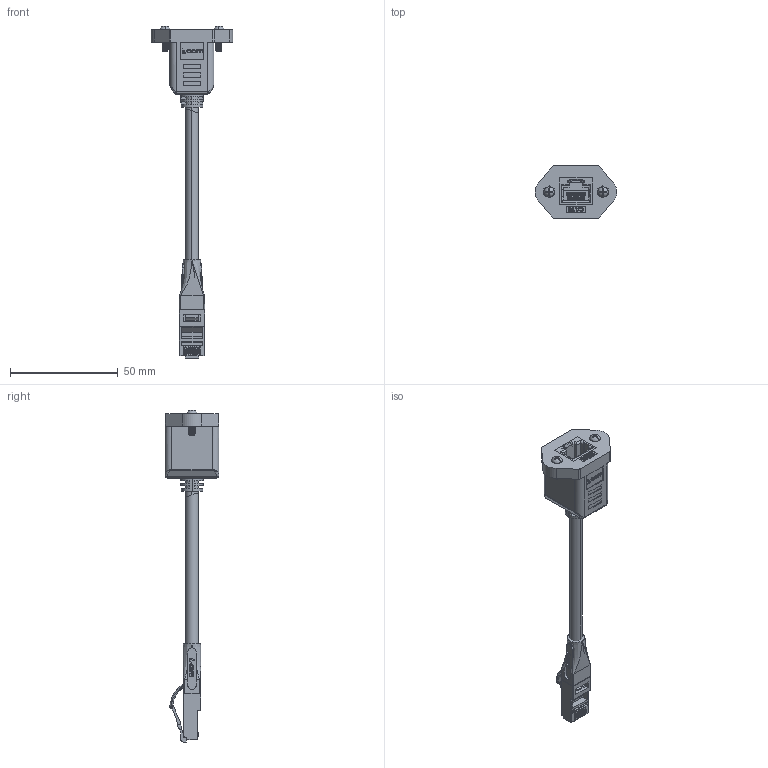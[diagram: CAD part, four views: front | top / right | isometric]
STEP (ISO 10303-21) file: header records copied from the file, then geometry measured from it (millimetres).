
FILE_DESCRIPTION (( 'STEP AP203' ), '1' );
FILE_NAME ('TRDC6EXTF.STEP', '2011-02-01T17:22:07', ( 'x' ), ( 'Microsoft' ), 'SwSTEP 2.0', 'SolidWorks 2010', '' );
FILE_SCHEMA (( 'CONFIG_CONTROL_DESIGN' ));
Products named in the file (18): RJ45 jack housing_??; PREMOLDING_??; OVERMOLD_CAT6 NEW LOGO; COVER_??; RJ45 HOUSING_ UNSHIELD FLAT_??; MODULAR CONTACT 3POINT_??; TRDC6EXTF; 1AD04-(RJ45 jack) END_CAT6 NEW LOGO; 1AD04-(RJ45 jack)_??; MODULAR JACK PIN LOADING_??; modular jack pin  body_??; PIN1_??; PIN2_??; M3 HEX NUT_??; M3x10mm PAN HEAD SCREW_??; CAT6 CABLE_NO LABEL; 1AD02-(8Px8C UNSHIELD  PLUG)_??; MTN-143
Assembly tree (33 placements, depth 5):
  TRDC6EXTF
    CAT6 CABLE_NO LABEL
    MTN-143
    1AD04-(RJ45 jack) END_CAT6 NEW LOGO
      RJ45 jack housing_??
      M3x10mm PAN HEAD SCREW_??  x2
      1AD04-(RJ45 jack)_??
        RJ45 jack housing_??
        MODULAR JACK PIN LOADING_??
          PIN1_??  x4
          PIN2_??  x4
          modular jack pin  body_??
      M3 HEX NUT_??  x2
      OVERMOLD_CAT6 NEW LOGO
      COVER_??
      PREMOLDING_??
    1AD02-(8Px8C UNSHIELD  PLUG)_??
      MODULAR CONTACT 3POINT_??  x8
      RJ45 HOUSING_ UNSHIELD FLAT_??
Bounding box: 37.98 x 25 x 154.07 mm (x, y, z)
Volume: 27153.4 mm3; surface area: 23962.3 mm2
Topology: 37 solids, 37 shells, 2740 faces, 7555 edges, 4908 vertices
Faces by surface type: plane 2044, cylinder 488, bspline 104, torus 54, sphere 26, cone 24
Entity records: 75850 total; most frequent: CARTESIAN_POINT 23525, ORIENTED_EDGE 10986, DIRECTION 9410, EDGE_CURVE 5493, VECTOR 4618, LINE 4618, VERTEX_POINT 3599, AXIS2_PLACEMENT_3D 2396
